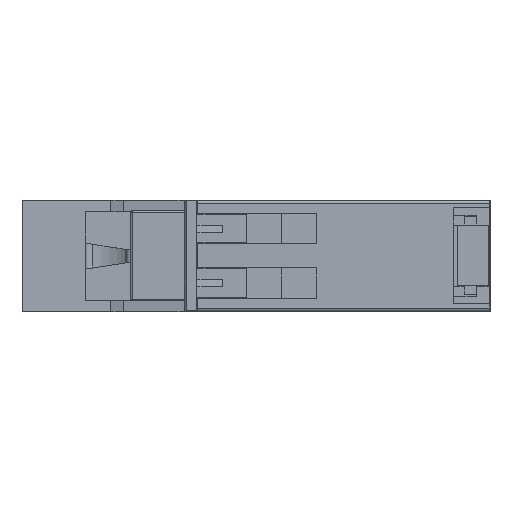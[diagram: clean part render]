
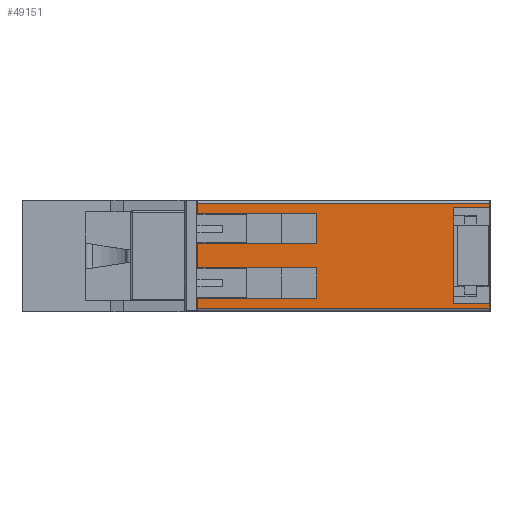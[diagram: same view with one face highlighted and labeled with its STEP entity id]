
A CAD part, left-side view. The second image highlights one B-rep face of the part: STEP entity #49151.
In plain terms, the highlighted planar face has unit normal (-1, 0, 0).
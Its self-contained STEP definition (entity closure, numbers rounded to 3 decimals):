
#756 = CARTESIAN_POINT ( 'NONE',  ( -21.5, 48.4, 0.5 ) ) ;
#1149 = CARTESIAN_POINT ( 'NONE',  ( -21.5, 7.5, 15.6 ) ) ;
#1725 = LINE ( 'NONE', #14027, #36996 ) ;
#2123 = CARTESIAN_POINT ( 'NONE',  ( -21.5, 31.7, 15.6 ) ) ;
#2800 = DIRECTION ( 'NONE',  ( 0., 0., -1. ) ) ;
#2830 = DIRECTION ( 'NONE',  ( 0., -1., 0. ) ) ;
#3260 = VECTOR ( 'NONE', #42776, 1000. ) ;
#3389 = ORIENTED_EDGE ( 'NONE', *, *, #42856, .T. ) ;
#4955 = LINE ( 'NONE', #49246, #47752 ) ;
#5229 = DIRECTION ( 'NONE',  ( 0., 0., -1. ) ) ;
#6217 = LINE ( 'NONE', #1149, #51515 ) ;
#7376 = EDGE_CURVE ( 'NONE', #46009, #34728, #70024, .T. ) ;
#7973 = CARTESIAN_POINT ( 'NONE',  ( -21.5, 48.4, 15.1 ) ) ;
#8049 = EDGE_CURVE ( 'NONE', #17174, #25672, #15805, .T. ) ;
#8840 = DIRECTION ( 'NONE',  ( 0., 0., -1. ) ) ;
#9185 = CARTESIAN_POINT ( 'NONE',  ( -21.5, 12.6, 14.5 ) ) ;
#9491 = CARTESIAN_POINT ( 'NONE',  ( -21.5, 7.5, 14.5 ) ) ;
#9569 = VERTEX_POINT ( 'NONE', #60397 ) ;
#10342 = CARTESIAN_POINT ( 'NONE',  ( -21.5, 7.5, 15.1 ) ) ;
#10539 = VERTEX_POINT ( 'NONE', #36266 ) ;
#11025 = EDGE_CURVE ( 'NONE', #51989, #36120, #65138, .T. ) ;
#12578 = CARTESIAN_POINT ( 'NONE',  ( -21.5, 12.6, 1.1 ) ) ;
#12614 = ORIENTED_EDGE ( 'NONE', *, *, #11025, .F. ) ;
#14027 = CARTESIAN_POINT ( 'NONE',  ( -21.5, 48.4, 15.6 ) ) ;
#14525 = VERTEX_POINT ( 'NONE', #31932 ) ;
#15805 = LINE ( 'NONE', #37947, #70463 ) ;
#16380 = CARTESIAN_POINT ( 'NONE',  ( -21.5, 7.5, 9.5 ) ) ;
#17174 = VERTEX_POINT ( 'NONE', #51532 ) ;
#17310 = ORIENTED_EDGE ( 'NONE', *, *, #62687, .T. ) ;
#17426 = DIRECTION ( 'NONE',  ( -1., 0., 0. ) ) ;
#19301 = VECTOR ( 'NONE', #57665, 1000. ) ;
#21087 = DIRECTION ( 'NONE',  ( 0., 1., 0. ) ) ;
#21280 = ORIENTED_EDGE ( 'NONE', *, *, #41890, .T. ) ;
#22836 = ORIENTED_EDGE ( 'NONE', *, *, #57435, .T. ) ;
#22861 = PLANE ( 'NONE',  #37148 ) ;
#24467 = VECTOR ( 'NONE', #5229, 1000. ) ;
#25672 = VERTEX_POINT ( 'NONE', #63317 ) ;
#27072 = LINE ( 'NONE', #32879, #54091 ) ;
#27336 = VERTEX_POINT ( 'NONE', #66834 ) ;
#27550 = VERTEX_POINT ( 'NONE', #756 ) ;
#29093 = VERTEX_POINT ( 'NONE', #45868 ) ;
#29369 = CARTESIAN_POINT ( 'NONE',  ( -21.5, 7.5, 15.6 ) ) ;
#29864 = CARTESIAN_POINT ( 'NONE',  ( -21.5, 31.7, 6.1 ) ) ;
#30816 = DIRECTION ( 'NONE',  ( 0., -1., 0. ) ) ;
#31251 = EDGE_CURVE ( 'NONE', #51989, #43870, #52563, .T. ) ;
#31932 = CARTESIAN_POINT ( 'NONE',  ( -21.5, 48.4, 9.5 ) ) ;
#32101 = ORIENTED_EDGE ( 'NONE', *, *, #35521, .T. ) ;
#32366 = VERTEX_POINT ( 'NONE', #7973 ) ;
#32879 = CARTESIAN_POINT ( 'NONE',  ( -21.5, 48.4, 15.1 ) ) ;
#34312 = CARTESIAN_POINT ( 'NONE',  ( -21.5, 7.5, 15.6 ) ) ;
#34728 = VERTEX_POINT ( 'NONE', #58341 ) ;
#35321 = EDGE_CURVE ( 'NONE', #64330, #43870, #6217, .T. ) ;
#35521 = EDGE_CURVE ( 'NONE', #27336, #62593, #42086, .T. ) ;
#35831 = LINE ( 'NONE', #2123, #62306 ) ;
#35879 = ORIENTED_EDGE ( 'NONE', *, *, #7376, .T. ) ;
#36120 = VERTEX_POINT ( 'NONE', #12578 ) ;
#36266 = CARTESIAN_POINT ( 'NONE',  ( -21.5, 7.5, 1.1 ) ) ;
#36379 = LINE ( 'NONE', #58549, #54246 ) ;
#36996 = VECTOR ( 'NONE', #40900, 1000. ) ;
#37148 = AXIS2_PLACEMENT_3D ( 'NONE', #29369, #17426, #39571 ) ;
#37947 = CARTESIAN_POINT ( 'NONE',  ( -21.5, 7.5, 13.7 ) ) ;
#38007 = DIRECTION ( 'NONE',  ( 0., 1., 0. ) ) ;
#38232 = ORIENTED_EDGE ( 'NONE', *, *, #64048, .T. ) ;
#38306 = DIRECTION ( 'NONE',  ( 0., -1., 0. ) ) ;
#38338 = DIRECTION ( 'NONE',  ( 0., 0., -1. ) ) ;
#38667 = ORIENTED_EDGE ( 'NONE', *, *, #8049, .T. ) ;
#38846 = VECTOR ( 'NONE', #60345, 1000. ) ;
#39147 = ORIENTED_EDGE ( 'NONE', *, *, #58368, .T. ) ;
#39571 = DIRECTION ( 'NONE',  ( 0., 0., 1. ) ) ;
#40139 = DIRECTION ( 'NONE',  ( 0., 0., -1. ) ) ;
#40900 = DIRECTION ( 'NONE',  ( 0., 0., -1. ) ) ;
#40932 = CARTESIAN_POINT ( 'NONE',  ( -21.5, 48.4, 15.6 ) ) ;
#41890 = EDGE_CURVE ( 'NONE', #14525, #27336, #68562, .T. ) ;
#42086 = LINE ( 'NONE', #42811, #46899 ) ;
#42776 = DIRECTION ( 'NONE',  ( 0., 1., 0. ) ) ;
#42811 = CARTESIAN_POINT ( 'NONE',  ( -21.5, 7.5, 6.1 ) ) ;
#42856 = EDGE_CURVE ( 'NONE', #10539, #36120, #55870, .T. ) ;
#43870 = VERTEX_POINT ( 'NONE', #9491 ) ;
#44265 = DIRECTION ( 'NONE',  ( 0., 1., 0. ) ) ;
#44508 = LINE ( 'NONE', #34312, #52275 ) ;
#44997 = CARTESIAN_POINT ( 'NONE',  ( -21.5, 7.5, 1.1 ) ) ;
#45748 = FACE_OUTER_BOUND ( 'NONE', #48001, .T. ) ;
#45868 = CARTESIAN_POINT ( 'NONE',  ( -21.5, 31.7, 9.5 ) ) ;
#46009 = VERTEX_POINT ( 'NONE', #71016 ) ;
#46899 = VECTOR ( 'NONE', #30816, 1000. ) ;
#47128 = ORIENTED_EDGE ( 'NONE', *, *, #71596, .T. ) ;
#47752 = VECTOR ( 'NONE', #38338, 1000. ) ;
#47946 = EDGE_CURVE ( 'NONE', #34728, #27550, #1725, .T. ) ;
#48001 = EDGE_LOOP ( 'NONE', ( #50834, #38232, #39147, #38667, #67590, #22836, #21280, #32101, #47128, #35879, #59900, #17310, #55816, #3389, #12614, #64283 ) ) ;
#48232 = CARTESIAN_POINT ( 'NONE',  ( -21.5, 7.5, 1.9 ) ) ;
#49151 = ADVANCED_FACE ( 'NONE', ( #45748 ), #22861, .T. ) ;
#49246 = CARTESIAN_POINT ( 'NONE',  ( -21.5, 31.7, 15.6 ) ) ;
#49792 = DIRECTION ( 'NONE',  ( 0., 0., -1. ) ) ;
#50834 = ORIENTED_EDGE ( 'NONE', *, *, #35321, .F. ) ;
#51515 = VECTOR ( 'NONE', #49792, 1000. ) ;
#51532 = CARTESIAN_POINT ( 'NONE',  ( -21.5, 48.4, 13.7 ) ) ;
#51628 = VECTOR ( 'NONE', #2830, 1000. ) ;
#51989 = VERTEX_POINT ( 'NONE', #9185 ) ;
#52275 = VECTOR ( 'NONE', #40139, 1000. ) ;
#52563 = LINE ( 'NONE', #58031, #51628 ) ;
#54091 = VECTOR ( 'NONE', #38007, 1000. ) ;
#54246 = VECTOR ( 'NONE', #8840, 1000. ) ;
#55816 = ORIENTED_EDGE ( 'NONE', *, *, #70404, .F. ) ;
#55870 = LINE ( 'NONE', #44997, #62363 ) ;
#57435 = EDGE_CURVE ( 'NONE', #29093, #14525, #70528, .T. ) ;
#57665 = DIRECTION ( 'NONE',  ( 0., 0., -1. ) ) ;
#58031 = CARTESIAN_POINT ( 'NONE',  ( -21.5, 7.5, 14.5 ) ) ;
#58341 = CARTESIAN_POINT ( 'NONE',  ( -21.5, 48.4, 1.9 ) ) ;
#58368 = EDGE_CURVE ( 'NONE', #32366, #17174, #36379, .T. ) ;
#58549 = CARTESIAN_POINT ( 'NONE',  ( -21.5, 48.4, 15.6 ) ) ;
#59340 = EDGE_CURVE ( 'NONE', #25672, #29093, #35831, .T. ) ;
#59900 = ORIENTED_EDGE ( 'NONE', *, *, #47946, .T. ) ;
#59982 = LINE ( 'NONE', #65794, #38846 ) ;
#60053 = CARTESIAN_POINT ( 'NONE',  ( -21.5, 12.6, 15.6 ) ) ;
#60345 = DIRECTION ( 'NONE',  ( 0., -1., 0. ) ) ;
#60397 = CARTESIAN_POINT ( 'NONE',  ( -21.5, 7.5, 0.5 ) ) ;
#62306 = VECTOR ( 'NONE', #2800, 1000. ) ;
#62363 = VECTOR ( 'NONE', #44265, 1000. ) ;
#62593 = VERTEX_POINT ( 'NONE', #29864 ) ;
#62687 = EDGE_CURVE ( 'NONE', #27550, #9569, #59982, .T. ) ;
#63317 = CARTESIAN_POINT ( 'NONE',  ( -21.5, 31.7, 13.7 ) ) ;
#64048 = EDGE_CURVE ( 'NONE', #64330, #32366, #27072, .T. ) ;
#64283 = ORIENTED_EDGE ( 'NONE', *, *, #31251, .T. ) ;
#64330 = VERTEX_POINT ( 'NONE', #10342 ) ;
#65138 = LINE ( 'NONE', #60053, #24467 ) ;
#65794 = CARTESIAN_POINT ( 'NONE',  ( -21.5, 7.5, 0.5 ) ) ;
#66834 = CARTESIAN_POINT ( 'NONE',  ( -21.5, 48.4, 6.1 ) ) ;
#67590 = ORIENTED_EDGE ( 'NONE', *, *, #59340, .T. ) ;
#68562 = LINE ( 'NONE', #40932, #19301 ) ;
#69208 = VECTOR ( 'NONE', #21087, 1000. ) ;
#70024 = LINE ( 'NONE', #48232, #3260 ) ;
#70404 = EDGE_CURVE ( 'NONE', #10539, #9569, #44508, .T. ) ;
#70463 = VECTOR ( 'NONE', #38306, 1000. ) ;
#70528 = LINE ( 'NONE', #16380, #69208 ) ;
#71016 = CARTESIAN_POINT ( 'NONE',  ( -21.5, 31.7, 1.9 ) ) ;
#71596 = EDGE_CURVE ( 'NONE', #62593, #46009, #4955, .T. ) ;
